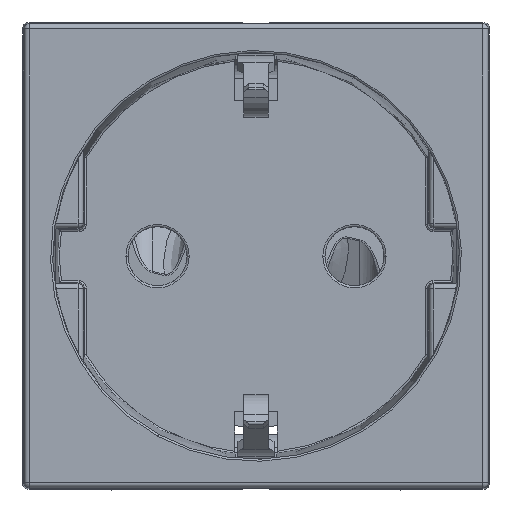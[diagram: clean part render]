
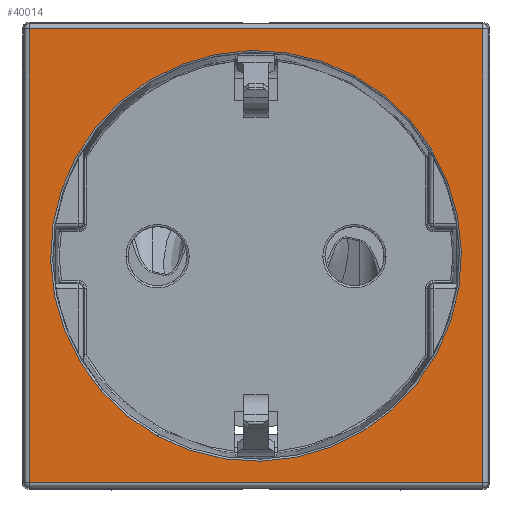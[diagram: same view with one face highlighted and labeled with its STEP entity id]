
A CAD part, top view. The second image highlights one B-rep face of the part: STEP entity #40014.
In plain terms, the highlighted planar face has unit normal (0, 0, 1).
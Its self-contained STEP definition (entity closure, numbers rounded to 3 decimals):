
#39956=AXIS2_PLACEMENT_3D('Circle Axis2P3D',#39954,#39955,$) ;
#39969=AXIS2_PLACEMENT_3D('Plane Axis2P3D',#39966,#39967,#39968) ;
#40007=AXIS2_PLACEMENT_3D('Circle Axis2P3D',#40005,#40006,$) ;
#39944=CARTESIAN_POINT('Vertex',(-9.502,-17.393,9.3)) ;
#39951=CARTESIAN_POINT('Vertex',(9.502,17.393,9.3)) ;
#39954=CARTESIAN_POINT('Axis2P3D Location',(0.,0.,9.3)) ;
#39966=CARTESIAN_POINT('Axis2P3D Location',(0.,0.,9.3)) ;
#39971=CARTESIAN_POINT('Line Origine',(0.,21.899,9.3)) ;
#39975=CARTESIAN_POINT('Vertex',(21.899,21.899,9.3)) ;
#39977=CARTESIAN_POINT('Vertex',(-21.899,21.899,9.3)) ;
#39980=CARTESIAN_POINT('Line Origine',(-21.899,0.,9.3)) ;
#39984=CARTESIAN_POINT('Vertex',(-21.899,-21.899,9.3)) ;
#39987=CARTESIAN_POINT('Line Origine',(0.,-21.899,9.3)) ;
#39991=CARTESIAN_POINT('Vertex',(21.899,-21.899,9.3)) ;
#39994=CARTESIAN_POINT('Line Origine',(21.899,0.,9.3)) ;
#40005=CARTESIAN_POINT('Axis2P3D Location',(0.,0.,9.3)) ;
#39955=DIRECTION('Axis2P3D Direction',(-0.,0.,1.)) ;
#39967=DIRECTION('Axis2P3D Direction',(0.,0.,1.)) ;
#39968=DIRECTION('Axis2P3D XDirection',(1.,0.,0.)) ;
#39972=DIRECTION('Vector Direction',(-1.,0.,0.)) ;
#39981=DIRECTION('Vector Direction',(0.,-1.,0.)) ;
#39988=DIRECTION('Vector Direction',(1.,0.,0.)) ;
#39995=DIRECTION('Vector Direction',(0.,1.,0.)) ;
#40006=DIRECTION('Axis2P3D Direction',(0.,0.,1.)) ;
#39973=VECTOR('Line Direction',#39972,1.) ;
#39982=VECTOR('Line Direction',#39981,1.) ;
#39989=VECTOR('Line Direction',#39988,1.) ;
#39996=VECTOR('Line Direction',#39995,1.) ;
#40000=ORIENTED_EDGE('',*,*,#39979,.T.) ;
#40001=ORIENTED_EDGE('',*,*,#39986,.T.) ;
#40002=ORIENTED_EDGE('',*,*,#39993,.T.) ;
#40003=ORIENTED_EDGE('',*,*,#39998,.T.) ;
#40011=ORIENTED_EDGE('',*,*,#40009,.T.) ;
#40012=ORIENTED_EDGE('',*,*,#39958,.T.) ;
#40013=FACE_BOUND('',#40010,.T.) ;
#40014=ADVANCED_FACE('077213-LIGHT.1\\ED03854_A.1\\Corps principal',(#40004,#40013),#39970,.T.) ;
#39957=CIRCLE('generated circle',#39956,19.819) ;
#40008=CIRCLE('generated circle',#40007,19.819) ;
#39958=EDGE_CURVE('',#39945,#39952,#39957,.F.) ;
#39979=EDGE_CURVE('',#39976,#39978,#39974,.T.) ;
#39986=EDGE_CURVE('',#39978,#39985,#39983,.T.) ;
#39993=EDGE_CURVE('',#39985,#39992,#39990,.T.) ;
#39998=EDGE_CURVE('',#39992,#39976,#39997,.T.) ;
#40009=EDGE_CURVE('',#39952,#39945,#40008,.F.) ;
#39999=EDGE_LOOP('',(#40000,#40001,#40002,#40003)) ;
#40010=EDGE_LOOP('',(#40011,#40012)) ;
#40004=FACE_OUTER_BOUND('',#39999,.T.) ;
#39974=LINE('Line',#39971,#39973) ;
#39983=LINE('Line',#39980,#39982) ;
#39990=LINE('Line',#39987,#39989) ;
#39997=LINE('Line',#39994,#39996) ;
#39970=PLANE('',#39969) ;
#39945=VERTEX_POINT('',#39944) ;
#39952=VERTEX_POINT('',#39951) ;
#39976=VERTEX_POINT('',#39975) ;
#39978=VERTEX_POINT('',#39977) ;
#39985=VERTEX_POINT('',#39984) ;
#39992=VERTEX_POINT('',#39991) ;
